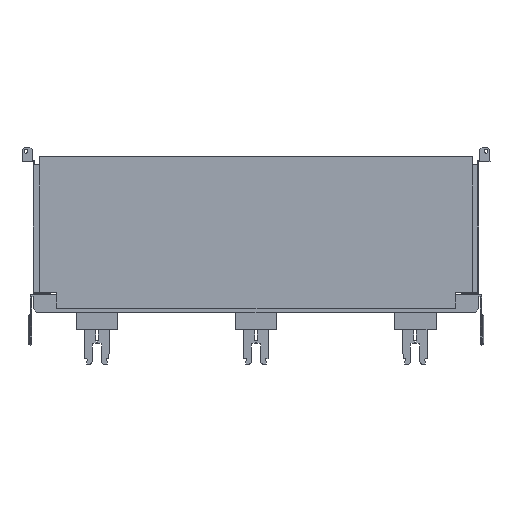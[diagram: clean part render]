
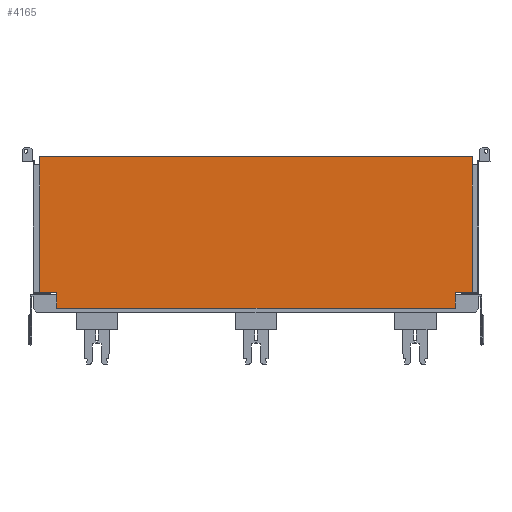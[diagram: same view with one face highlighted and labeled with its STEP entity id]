
A CAD part, front view. The second image highlights one B-rep face of the part: STEP entity #4165.
In plain terms, the highlighted planar face has unit normal (0, -1, 0).
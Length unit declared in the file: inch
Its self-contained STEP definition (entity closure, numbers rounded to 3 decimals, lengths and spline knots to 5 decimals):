
#3601=DIRECTION('',(1.,0.,0.));
#3602=VECTOR('',#3601,18.22835);
#3603=CARTESIAN_POINT('',(-10.58532,5.41917,11.47692));
#3604=LINE('',#3603,#3602);
#3609=DIRECTION('',(0.,0.,-1.));
#3610=VECTOR('',#3609,0.72835);
#3611=CARTESIAN_POINT('',(-10.58532,5.41917,12.20527));
#3612=LINE('',#3611,#3610);
#3637=DIRECTION('',(-1.,0.,0.));
#3638=VECTOR('',#3637,0.7874);
#3639=CARTESIAN_POINT('',(-10.58532,5.41917,12.20527));
#3640=LINE('',#3639,#3638);
#3641=DIRECTION('',(0.,0.,1.));
#3642=VECTOR('',#3641,6.20079);
#3643=CARTESIAN_POINT('',(-11.37273,5.41917,12.20527));
#3644=LINE('',#3643,#3642);
#3645=DIRECTION('',(1.,0.,0.));
#3646=VECTOR('',#3645,19.80315);
#3647=CARTESIAN_POINT('',(-11.37273,5.41917,18.40606));
#3648=LINE('',#3647,#3646);
#3649=DIRECTION('',(-1.,0.,0.));
#3650=VECTOR('',#3649,0.7874);
#3651=CARTESIAN_POINT('',(8.43042,5.41917,12.20527));
#3652=LINE('',#3651,#3650);
#3757=DIRECTION('',(0.,0.,1.));
#3758=VECTOR('',#3757,6.20079);
#3759=CARTESIAN_POINT('',(8.43042,5.41917,12.20527));
#3760=LINE('',#3759,#3758);
#3781=DIRECTION('',(0.,0.,1.));
#3782=VECTOR('',#3781,0.72835);
#3783=CARTESIAN_POINT('',(7.64302,5.41917,11.47692));
#3784=LINE('',#3783,#3782);
#3891=CARTESIAN_POINT('',(8.43042,5.41917,18.40606));
#3892=VERTEX_POINT('',#3891);
#3893=CARTESIAN_POINT('',(-11.37273,5.41917,18.40606));
#3894=VERTEX_POINT('',#3893);
#3895=CARTESIAN_POINT('',(8.43042,5.41917,12.20527));
#3896=VERTEX_POINT('',#3895);
#3898=CARTESIAN_POINT('',(7.64302,5.41917,12.20527));
#3900=VERTEX_POINT('',#3898);
#3903=CARTESIAN_POINT('',(7.64302,5.41917,11.47692));
#3904=VERTEX_POINT('',#3903);
#3917=CARTESIAN_POINT('',(-10.58532,5.41917,11.47692));
#3918=VERTEX_POINT('',#3917);
#3923=CARTESIAN_POINT('',(-10.58532,5.41917,12.20527));
#3924=CARTESIAN_POINT('',(-11.37273,5.41917,12.20527));
#3925=VERTEX_POINT('',#3923);
#3926=VERTEX_POINT('',#3924);
#4146=CARTESIAN_POINT('',(-11.87174,5.41917,11.29976));
#4147=DIRECTION('',(0.,-1.,0.));
#4148=DIRECTION('',(1.,0.,0.));
#4149=AXIS2_PLACEMENT_3D('',#4146,#4147,#4148);
#4150=PLANE('',#4149);
#4151=ORIENTED_EDGE('',*,*,#4090,.F.);
#4152=ORIENTED_EDGE('',*,*,#4111,.T.);
#4153=ORIENTED_EDGE('',*,*,#4130,.T.);
#4155=ORIENTED_EDGE('',*,*,#4154,.T.);
#4157=ORIENTED_EDGE('',*,*,#4156,.F.);
#4159=ORIENTED_EDGE('',*,*,#4158,.T.);
#4161=ORIENTED_EDGE('',*,*,#4160,.F.);
#4162=ORIENTED_EDGE('',*,*,#4069,.F.);
#4163=EDGE_LOOP('',(#4151,#4152,#4153,#4155,#4157,#4159,#4161,#4162));
#4164=FACE_OUTER_BOUND('',#4163,.F.);
#4069=EDGE_CURVE('',#3918,#3904,#3604,.T.);
#4090=EDGE_CURVE('',#3925,#3918,#3612,.T.);
#4111=EDGE_CURVE('',#3925,#3926,#3640,.T.);
#4130=EDGE_CURVE('',#3926,#3894,#3644,.T.);
#4154=EDGE_CURVE('',#3894,#3892,#3648,.T.);
#4156=EDGE_CURVE('',#3896,#3892,#3760,.T.);
#4158=EDGE_CURVE('',#3896,#3900,#3652,.T.);
#4160=EDGE_CURVE('',#3904,#3900,#3784,.T.);
#4165=ADVANCED_FACE('',(#4164),#4150,.T.);
